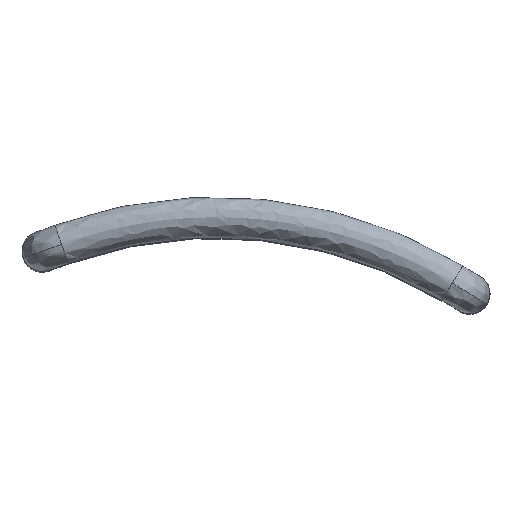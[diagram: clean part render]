
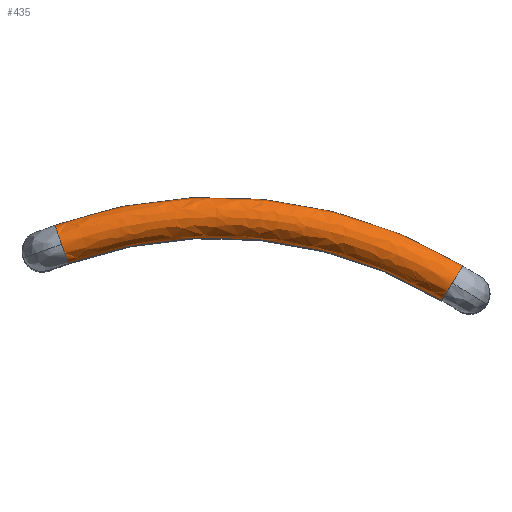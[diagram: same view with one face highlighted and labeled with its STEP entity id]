
A CAD part, top view. The second image highlights one B-rep face of the part: STEP entity #435.
In plain terms, the highlighted free-form (B-spline) face has degree [3, 3] with [7, 4] control points.
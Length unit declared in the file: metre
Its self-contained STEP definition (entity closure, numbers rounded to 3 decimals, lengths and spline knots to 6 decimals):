
#13 = CARTESIAN_POINT ( 'NONE',  ( 0.000607, 0.001293, 0.011076 ) ) ;
#19 = CARTESIAN_POINT ( 'NONE',  ( 0.014567, 0.003026, 0.011076 ) ) ;
#45 = CARTESIAN_POINT ( 'NONE',  ( 0.000612, 0.001278, 0.0105 ) ) ;
#111 = CARTESIAN_POINT ( 'NONE',  ( 0.014054, 0.000986, 0.010481 ) ) ;
#116 = CARTESIAN_POINT ( 'NONE',  ( 0.020214, -0.001572, 0.0115 ) ) ;
#122 = VERTEX_POINT ( 'NONE', #908 ) ;
#123 = CARTESIAN_POINT ( 'NONE',  ( 0.008576, -0.020808, 0.0105 ) ) ;
#127 = VERTEX_POINT ( 'NONE', #339 ) ;
#132 = CARTESIAN_POINT ( 'NONE',  ( 0.007472, 0.002062, 0.0115 ) ) ;
#142 = CARTESIAN_POINT ( 'NONE',  ( 0.019761, -0.00232, 0.011003 ) ) ;
#155 = CARTESIAN_POINT ( 'NONE',  ( 0.01971, -0.002405, 0.010762 ) ) ;
#172 = CARTESIAN_POINT ( 'NONE',  ( 0.020718, -0.000738, 0.010762 ) ) ;
#204 = CARTESIAN_POINT ( 'NONE',  ( 0.000748, 0.000902, 0.0115 ) ) ;
#217 = CARTESIAN_POINT ( 'NONE',  ( 0.001289, -0.000598, 0.010481 ) ) ;
#221 = DIRECTION ( 'NONE',  ( 1., 0., 0. ) ) ;
#222 = CARTESIAN_POINT ( 'NONE',  ( 0.007442, 0.002683, 0.0115 ) ) ;
#231 = CARTESIAN_POINT ( 'NONE',  ( 0.02035, -0.001346, 0.0115 ) ) ;
#237 = CARTESIAN_POINT ( 'NONE',  ( 0.000611, 0.001283, 0.011086 ) ) ;
#247 = CARTESIAN_POINT ( 'NONE',  ( 0.019696, -0.002427, 0.01063 ) ) ;
#278 = CIRCLE ( 'NONE', #912, 0.023483 ) ;
#298 = CARTESIAN_POINT ( 'NONE',  ( 0.001293, -0.000609, 0.011076 ) ) ;
#300 = CARTESIAN_POINT ( 'NONE',  ( 0.019696, -0.002427, 0.0105 ) ) ;
#305 = CARTESIAN_POINT ( 'NONE',  ( 0.008576, -0.020808, 0.0105 ) ) ;
#307 = CARTESIAN_POINT ( 'NONE',  ( 0.007493, 0.001627, 0.011076 ) ) ;
#320 = CARTESIAN_POINT ( 'NONE',  ( 0.001288, -0.000594, 0.0105 ) ) ;
#337 = CARTESIAN_POINT ( 'NONE',  ( 0.007392, 0.003728, 0.010481 ) ) ;
#339 = CARTESIAN_POINT ( 'NONE',  ( 0.020731, -0.000716, 0.0105 ) ) ;
#407 = CARTESIAN_POINT ( 'NONE',  ( 0.020731, -0.000716, 0.010481 ) ) ;
#415 =( BOUNDED_CURVE ( )  B_SPLINE_CURVE ( 3, ( #461, #551, #735, #1228 ),
 .UNSPECIFIED., .F., .T. ) 
 B_SPLINE_CURVE_WITH_KNOTS ( ( 4, 4 ),
 ( 0.497162, 0.747479 ),
 .UNSPECIFIED. ) 
 CURVE ( )  GEOMETRIC_REPRESENTATION_ITEM ( )  RATIONAL_B_SPLINE_CURVE ( ( 1., 0.805, 0.805, 1. ) ) 
 REPRESENTATION_ITEM ( '' )  );
#435 = ADVANCED_FACE ( 'NONE', ( #1009 ), #500, .T. ) ;
#436 = CARTESIAN_POINT ( 'NONE',  ( 0.0198, -0.002256, 0.011114 ) ) ;
#448 = CARTESIAN_POINT ( 'NONE',  ( 0.000751, 0.000893, 0.0115 ) ) ;
#456 = VERTEX_POINT ( 'NONE', #320 ) ;
#461 = CARTESIAN_POINT ( 'NONE',  ( 0.00095, 0.000342, 0.01149 ) ) ;
#480 = CIRCLE ( 'NONE', #1196, 0.021483 ) ;
#496 = EDGE_CURVE ( 'NONE', #127, #122, #278, .T. ) ;
#500 =( BOUNDED_SURFACE ( )  B_SPLINE_SURFACE ( 3, 3, ( 
 ( #543, #111, #906, #217 ),
 ( #922, #1190, #307, #298 ),
 ( #704, #819, #132, #1117 ),
 ( #116, #914, #222, #1023 ),
 ( #1094, #537, #928, #204 ),
 ( #606, #19, #1002, #13 ),
 ( #407, #803, #337, #834 ) ),
 .UNSPECIFIED., .F., .F., .F. ) 
 B_SPLINE_SURFACE_WITH_KNOTS ( ( 4, 3, 4 ),
 ( 4, 4 ),
 ( 0., 0.5, 1. ),
 ( 0., 1. ),
 .UNSPECIFIED. ) 
 GEOMETRIC_REPRESENTATION_ITEM ( )  RATIONAL_B_SPLINE_SURFACE ( (
 ( 1., 0.935, 0.935, 1.),
 ( 0.8, 0.748, 0.748, 0.8),
 ( 0.8, 0.748, 0.748, 0.8),
 ( 1., 0.935, 0.935, 1.),
 ( 0.8, 0.748, 0.748, 0.8),
 ( 0.8, 0.748, 0.748, 0.8),
 ( 1., 0.935, 0.935, 1.) ) ) 
 REPRESENTATION_ITEM ( '' )  SURFACE ( )  );
#537 = CARTESIAN_POINT ( 'NONE',  ( 0.014461, 0.002604, 0.0115 ) ) ;
#543 = CARTESIAN_POINT ( 'NONE',  ( 0.019696, -0.002427, 0.010481 ) ) ;
#548 = CARTESIAN_POINT ( 'NONE',  ( 0.020078, -0.001796, 0.011474 ) ) ;
#551 = CARTESIAN_POINT ( 'NONE',  ( 0.001149, -0.000209, 0.0115 ) ) ;
#565 = ORIENTED_EDGE ( 'NONE', *, *, #880, .T. ) ;
#605 = DIRECTION ( 'NONE',  ( 0., 0., 1. ) ) ;
#606 = CARTESIAN_POINT ( 'NONE',  ( 0.020737, -0.000707, 0.011076 ) ) ;
#637 = CARTESIAN_POINT ( 'NONE',  ( 0.020484, -0.001125, 0.011392 ) ) ;
#691 = ORIENTED_EDGE ( 'NONE', *, *, #956, .T. ) ;
#704 = CARTESIAN_POINT ( 'NONE',  ( 0.019906, -0.00208, 0.0115 ) ) ;
#731 = VERTEX_POINT ( 'NONE', #1159 ) ;
#735 = CARTESIAN_POINT ( 'NONE',  ( 0.001289, -0.000598, 0.011086 ) ) ;
#766 = ORIENTED_EDGE ( 'NONE', *, *, #1165, .F. ) ;
#772 = CARTESIAN_POINT ( 'NONE',  ( 0.020666, -0.000824, 0.011004 ) ) ;
#801 = DIRECTION ( 'NONE',  ( 1., 0., 0. ) ) ;
#803 = CARTESIAN_POINT ( 'NONE',  ( 0.014564, 0.003015, 0.010481 ) ) ;
#819 = CARTESIAN_POINT ( 'NONE',  ( 0.014158, 0.001397, 0.0115 ) ) ;
#822 = VERTEX_POINT ( 'NONE', #300 ) ;
#834 = CARTESIAN_POINT ( 'NONE',  ( 0.000611, 0.001283, 0.010481 ) ) ;
#875 = CARTESIAN_POINT ( 'NONE',  ( 0.020731, -0.000716, 0.010632 ) ) ;
#880 = EDGE_CURVE ( 'NONE', #731, #456, #415, .T. ) ;
#906 = CARTESIAN_POINT ( 'NONE',  ( 0.007492, 0.001638, 0.010481 ) ) ;
#908 = CARTESIAN_POINT ( 'NONE',  ( 0.000612, 0.001278, 0.0105 ) ) ;
#912 = AXIS2_PLACEMENT_3D ( 'NONE', #305, #919, #221 ) ;
#914 = CARTESIAN_POINT ( 'NONE',  ( 0.014309, 0.002001, 0.0115 ) ) ;
#919 = DIRECTION ( 'NONE',  ( 0., 0., 1. ) ) ;
#922 = CARTESIAN_POINT ( 'NONE',  ( 0.01969, -0.002437, 0.011076 ) ) ;
#928 = CARTESIAN_POINT ( 'NONE',  ( 0.007412, 0.003304, 0.0115 ) ) ;
#929 = CARTESIAN_POINT ( 'NONE',  ( 0.00095, 0.000342, 0.01149 ) ) ;
#944 = EDGE_CURVE ( 'NONE', #122, #731, #1034, .T. ) ;
#956 = EDGE_CURVE ( 'NONE', #822, #127, #1124, .T. ) ;
#981 = CARTESIAN_POINT ( 'NONE',  ( 0.020731, -0.000716, 0.0105 ) ) ;
#990 = EDGE_LOOP ( 'NONE', ( #766, #691, #1148, #1058, #565 ) ) ;
#1002 = CARTESIAN_POINT ( 'NONE',  ( 0.007391, 0.003739, 0.011076 ) ) ;
#1009 = FACE_OUTER_BOUND ( 'NONE', #990, .T. ) ;
#1023 = CARTESIAN_POINT ( 'NONE',  ( 0.00095, 0.000342, 0.0115 ) ) ;
#1034 =( BOUNDED_CURVE ( )  B_SPLINE_CURVE ( 3, ( #45, #237, #448, #929 ),
 .UNSPECIFIED., .F., .T. ) 
 B_SPLINE_CURVE_WITH_KNOTS ( ( 4, 4 ),
 ( 0.246765, 0.497162 ),
 .UNSPECIFIED. ) 
 CURVE ( )  GEOMETRIC_REPRESENTATION_ITEM ( )  RATIONAL_B_SPLINE_CURVE ( ( 1., 0.805, 0.805, 1. ) ) 
 REPRESENTATION_ITEM ( '' )  );
#1040 = CARTESIAN_POINT ( 'NONE',  ( 0.019952, -0.002003, 0.011373 ) ) ;
#1058 = ORIENTED_EDGE ( 'NONE', *, *, #944, .T. ) ;
#1094 = CARTESIAN_POINT ( 'NONE',  ( 0.020521, -0.001063, 0.0115 ) ) ;
#1117 = CARTESIAN_POINT ( 'NONE',  ( 0.001152, -0.000217, 0.0115 ) ) ;
#1124 = B_SPLINE_CURVE_WITH_KNOTS ( 'NONE', 3,
 ( #1143, #247, #155, #142, #436, #1133, #1040, #548, #1221, #231, #637, #1166, #772, #172, #875, #981 ),
 .UNSPECIFIED., .F., .F.,
 ( 4, 2, 2, 2, 2, 2, 2, 4 ),
 ( 0.00473, 0.005124, 0.005518, 0.005912, 0.006306, 0.007095, 0.007489, 0.007883 ),
 .UNSPECIFIED. ) ;
#1133 = CARTESIAN_POINT ( 'NONE',  ( 0.019895, -0.002098, 0.011299 ) ) ;
#1143 = CARTESIAN_POINT ( 'NONE',  ( 0.019696, -0.002427, 0.0105 ) ) ;
#1148 = ORIENTED_EDGE ( 'NONE', *, *, #496, .T. ) ;
#1159 = CARTESIAN_POINT ( 'NONE',  ( 0.00095, 0.000342, 0.01149 ) ) ;
#1165 = EDGE_CURVE ( 'NONE', #822, #456, #480, .T. ) ;
#1166 = CARTESIAN_POINT ( 'NONE',  ( 0.020627, -0.000888, 0.011115 ) ) ;
#1190 = CARTESIAN_POINT ( 'NONE',  ( 0.014051, 0.000975, 0.011076 ) ) ;
#1196 = AXIS2_PLACEMENT_3D ( 'NONE', #123, #605, #801 ) ;
#1221 = CARTESIAN_POINT ( 'NONE',  ( 0.020145, -0.001685, 0.0115 ) ) ;
#1228 = CARTESIAN_POINT ( 'NONE',  ( 0.001288, -0.000594, 0.0105 ) ) ;
